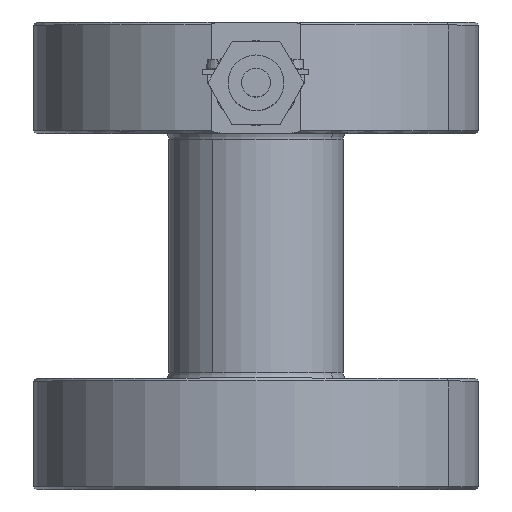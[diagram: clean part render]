
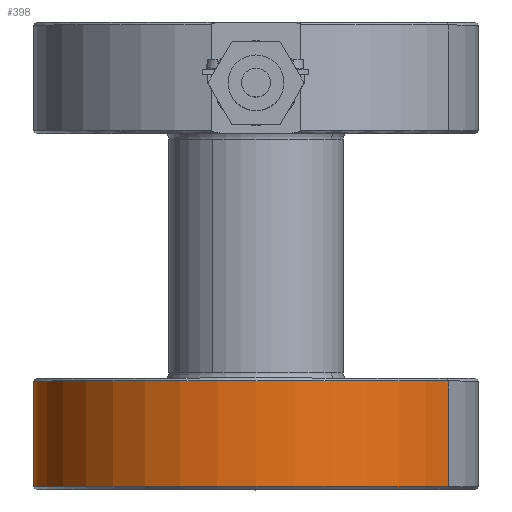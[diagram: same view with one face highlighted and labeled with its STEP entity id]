
A CAD part, top view. The second image highlights one B-rep face of the part: STEP entity #398.
In plain terms, the highlighted cylindrical face has radius 40 mm (diameter 80 mm), a partial arc.
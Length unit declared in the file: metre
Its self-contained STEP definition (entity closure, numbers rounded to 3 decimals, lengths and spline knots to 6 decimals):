
#398=ADVANCED_FACE('0:7583',(#1079),#1080,.T.);
#1079=FACE_OUTER_BOUND('',#2088,.T.);
#1080=CYLINDRICAL_SURFACE('',#2089,0.04);
#2088=EDGE_LOOP('',(#3462,#3463,#3464,#3465));
#2089=AXIS2_PLACEMENT_3D('',#3466,#3467,#3468);
#3462=ORIENTED_EDGE('',*,*,#6266,.T.);
#3463=ORIENTED_EDGE('',*,*,#6605,.F.);
#3464=ORIENTED_EDGE('',*,*,#6268,.T.);
#3465=ORIENTED_EDGE('',*,*,#6606,.F.);
#3466=CARTESIAN_POINT('',(-0.001,0.002476,0.001476));
#3467=DIRECTION('',(0.,1.0,0.));
#3468=DIRECTION('',(-0.866,0.,-0.5));
#6266=EDGE_CURVE('',#7595,#7596,#7597,.T.);
#6268=EDGE_CURVE('',#7600,#7598,#7601,.T.);
#6605=EDGE_CURVE('0:8678',#7600,#7596,#8232,.T.);
#6606=EDGE_CURVE('0:8657',#7595,#7598,#8233,.T.);
#7595=VERTEX_POINT('',#9685);
#7596=VERTEX_POINT('',#9686);
#7597=LINE('',#9687,#9688);
#7598=VERTEX_POINT('',#9689);
#7600=VERTEX_POINT('',#9691);
#7601=LINE('',#9692,#9693);
#8232=CIRCLE('',#10799,0.04);
#8233=CIRCLE('',#10800,0.04);
#9685=CARTESIAN_POINT('',(-0.035641,-0.055024,-0.018524));
#9686=CARTESIAN_POINT('',(-0.035641,-0.074024,-0.018524));
#9687=CARTESIAN_POINT('',(-0.035641,-0.064524,-0.018524));
#9688=VECTOR('',#13009,1.0);
#9689=CARTESIAN_POINT('',(0.033641,-0.055024,0.021476));
#9691=CARTESIAN_POINT('',(0.033641,-0.074024,0.021476));
#9692=CARTESIAN_POINT('',(0.033641,-0.064524,0.021476));
#9693=VECTOR('',#13013,1.0);
#10799=AXIS2_PLACEMENT_3D('',#13405,#13406,#13407);
#10800=AXIS2_PLACEMENT_3D('',#13408,#13409,#13410);
#13009=DIRECTION('',(0.,-1.0,0.));
#13013=DIRECTION('',(0.,1.0,0.));
#13405=CARTESIAN_POINT('',(-0.001,-0.074024,0.001476));
#13406=DIRECTION('',(0.,-1.0,0.));
#13407=DIRECTION('',(0.866,0.,0.5));
#13408=CARTESIAN_POINT('',(-0.001,-0.055024,0.001476));
#13409=DIRECTION('',(0.,1.0,0.));
#13410=DIRECTION('',(0.866,0.,0.5));
